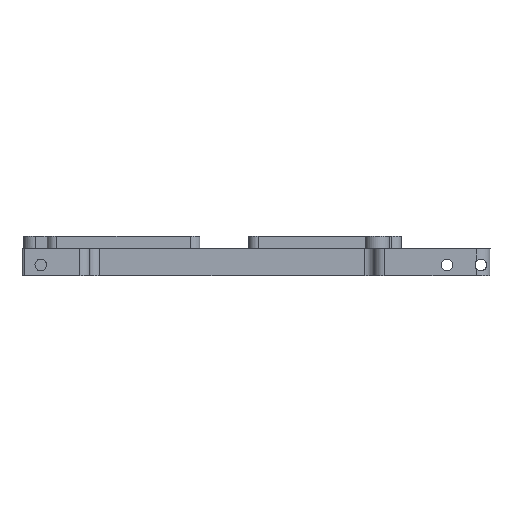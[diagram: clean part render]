
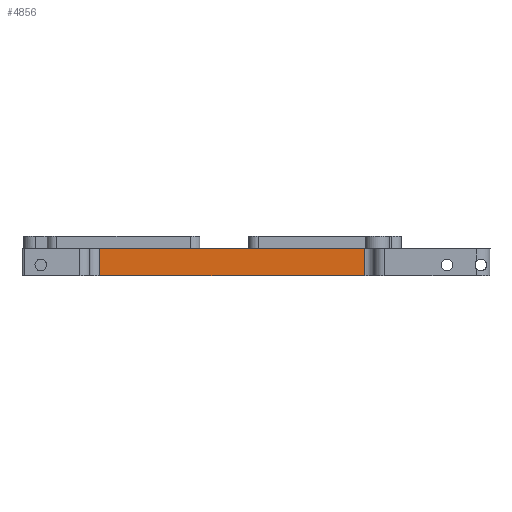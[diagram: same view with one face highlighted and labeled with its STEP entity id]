
A CAD part, front view. The second image highlights one B-rep face of the part: STEP entity #4856.
In plain terms, the highlighted planar face has unit normal (0, -1, 0).
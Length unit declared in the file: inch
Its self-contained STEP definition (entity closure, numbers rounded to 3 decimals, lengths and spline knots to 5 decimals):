
#609=FACE_OUTER_BOUND('',#877,.T.);
#877=EDGE_LOOP('',(#4094,#4095,#4096,#4097));
#1123=LINE('',#7407,#1558);
#1297=LINE('',#7953,#1732);
#1321=LINE('',#8100,#1756);
#1322=LINE('',#8102,#1757);
#1558=VECTOR('',#6001,0.3937);
#1732=VECTOR('',#6549,0.3937);
#1756=VECTOR('',#6629,0.3937);
#1757=VECTOR('',#6632,0.15);
#2013=VERTEX_POINT('',#7404);
#2014=VERTEX_POINT('',#7406);
#2198=VERTEX_POINT('',#7950);
#2199=VERTEX_POINT('',#7952);
#2557=EDGE_CURVE('',#2014,#2013,#1123,.T.);
#2829=EDGE_CURVE('',#2199,#2198,#1297,.T.);
#2879=EDGE_CURVE('',#2013,#2199,#1321,.T.);
#2880=EDGE_CURVE('',#2198,#2014,#1322,.T.);
#4094=ORIENTED_EDGE('',*,*,#2879,.T.);
#4095=ORIENTED_EDGE('',*,*,#2829,.T.);
#4096=ORIENTED_EDGE('',*,*,#2880,.T.);
#4097=ORIENTED_EDGE('',*,*,#2557,.T.);
#4405=PLANE('',#5342);
#4856=ADVANCED_FACE('',(#609),#4405,.T.);
#5342=AXIS2_PLACEMENT_3D('',#8101,#6630,#6631);
#6001=DIRECTION('',(-1.,0.,0.));
#6549=DIRECTION('',(1.,0.,0.));
#6629=DIRECTION('',(0.,0.,-1.));
#6630=DIRECTION('center_axis',(0.,-1.,0.));
#6631=DIRECTION('ref_axis',(-1.,0.,0.));
#6632=DIRECTION('',(0.,0.,1.));
#7404=CARTESIAN_POINT('',(-3.72376,-0.43803,-0.55825));
#7406=CARTESIAN_POINT('',(0.18797,-0.43803,-0.55825));
#7407=CARTESIAN_POINT('',(-1.52844,-0.43803,-0.55825));
#7950=CARTESIAN_POINT('',(0.18797,-0.43803,-0.95825));
#7952=CARTESIAN_POINT('',(-3.72376,-0.43803,-0.95825));
#7953=CARTESIAN_POINT('',(-1.52844,-0.43803,-0.95825));
#8100=CARTESIAN_POINT('',(-3.72376,-0.43803,-0.55825));
#8101=CARTESIAN_POINT('Origin',(0.33377,-0.43803,-0.55825));
#8102=CARTESIAN_POINT('',(0.18797,-0.43803,-0.75825));
